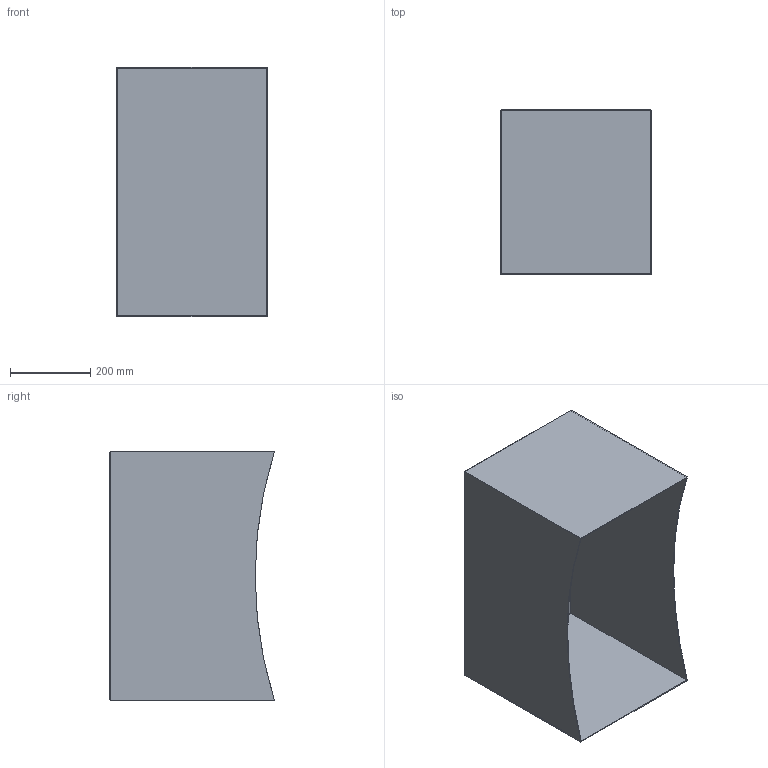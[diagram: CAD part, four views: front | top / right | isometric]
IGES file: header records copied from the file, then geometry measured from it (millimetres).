
Start section:  PTC IGES file: mice5-003.igs
Global section: file name: mice5-003.igs; native system: Pro/ENGINEER by Parametric Technology Corporation; preprocessor: 2004110; author: liuxiaokun; organization: Unknown; date: 080428.080945; units: millimetre
Bounding box: 375 x 410.16 x 620 mm (x, y, z)
Volume: 1995034.3 mm3; surface area: 2007024.6 mm2
Topology: 1 solids, 1 shells, 16 faces, 36 edges, 24 vertices
Faces by surface type: bspline 15, revolution 1
